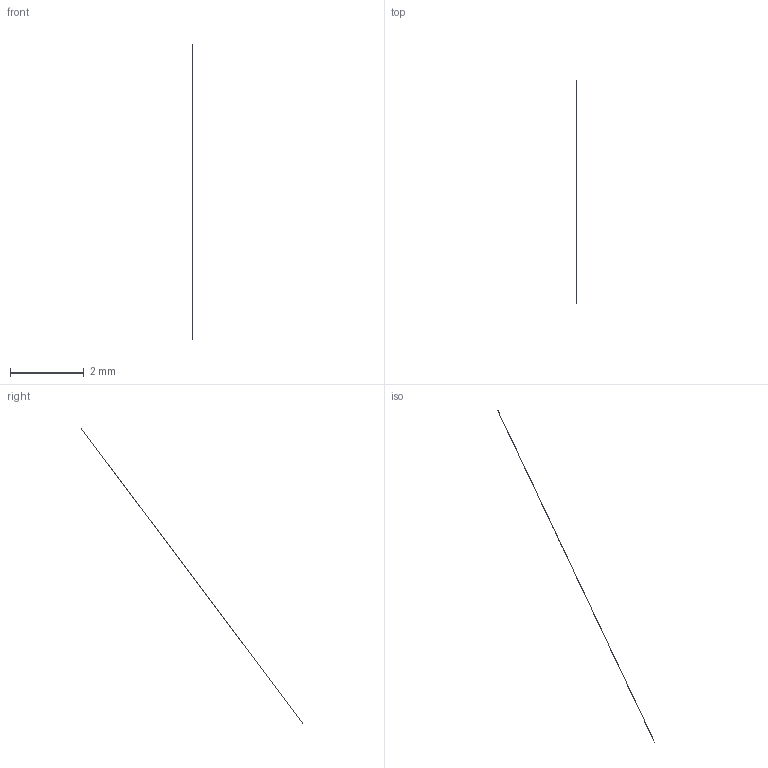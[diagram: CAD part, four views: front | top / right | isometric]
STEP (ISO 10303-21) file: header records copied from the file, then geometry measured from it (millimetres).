
FILE_DESCRIPTION(('STEP AP214'),'1');
FILE_NAME('f7hoyx3zrkn8.stp','2025-08-06T00:10:26',(' '),(' '),'Spatial InterOp 3D',' ',' ');
FILE_SCHEMA(('automotive_design'));
Length unit declared in the file: metre
Products named in the file (1): Root
Bounding box: 0 x 6 x 8 mm (x, y, z)
Surface area: 0 mm2 (no closed solid volume)
Topology: 0 solids, 1446 shells, 1446 faces, 1488 edges, 1488 vertices
Faces by surface type: plane 1446
Entity records: 52080 total; most frequent: DIRECTION 7232, CARTESIAN_POINT 4339, VERTEX_POINT 4338, ORIENTED_EDGE 4338, EDGE_CURVE 4338, LINE 4338, VECTOR 4338, AXIS2_PLACEMENT_3D 1447
